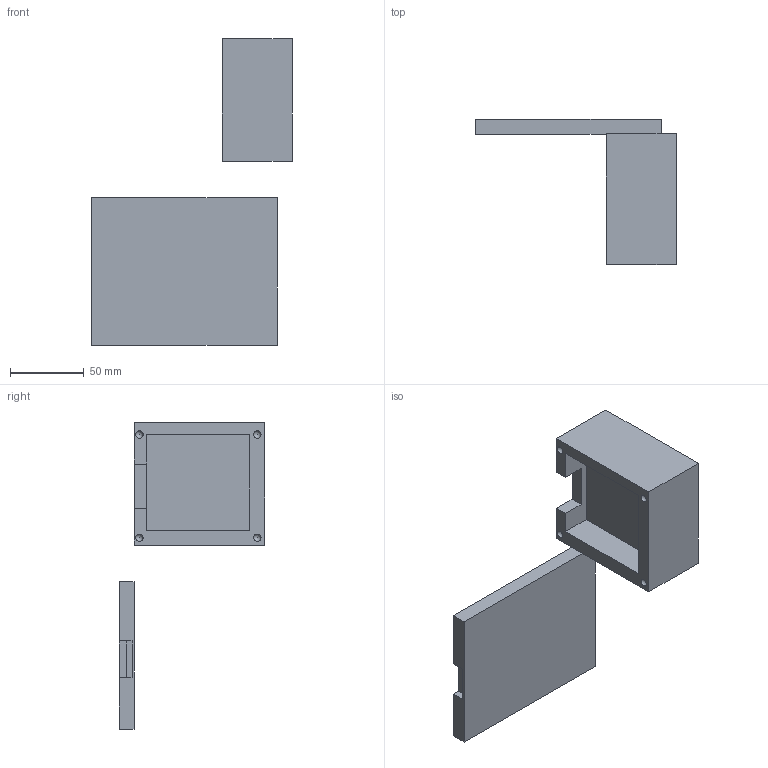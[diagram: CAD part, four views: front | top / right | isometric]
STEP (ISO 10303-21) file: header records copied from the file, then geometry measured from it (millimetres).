
FILE_DESCRIPTION(/* description */ (''),/* implementation_level */ '2;1');
FILE_NAME(/* name */ 'JORDAN''s HackPad (CAD).step',/* time_stamp */ '2025-12-18T10:34:49+08:00',/* author */ (''),/* organization */ (''),/* preprocessor_version */ 'ST-DEVELOPER v20.1',/* originating_system */ 'Autodesk Translation Framework v14.21.0.0',/* authorisation */ '');
FILE_SCHEMA (('AUTOMOTIVE_DESIGN { 1 0 10303 214 3 1 1 }'));
Length unit declared in the file: centimetre
Products named in the file (1): 2025-12-18-09-22-21-766
Bounding box: 136.05 x 98.67 x 207.79 mm (x, y, z)
Volume: 362620.9 mm3; surface area: 68218.5 mm2
Topology: 2 solids, 2 shells, 57 faces, 144 edges, 96 vertices
Faces by surface type: plane 49, sphere 8
Entity records: 1686 total; most frequent: CARTESIAN_POINT 290, ORIENTED_EDGE 272, DIRECTION 268, EDGE_CURVE 136, LINE 120, VECTOR 120, VERTEX_POINT 96, AXIS2_PLACEMENT_3D 74
